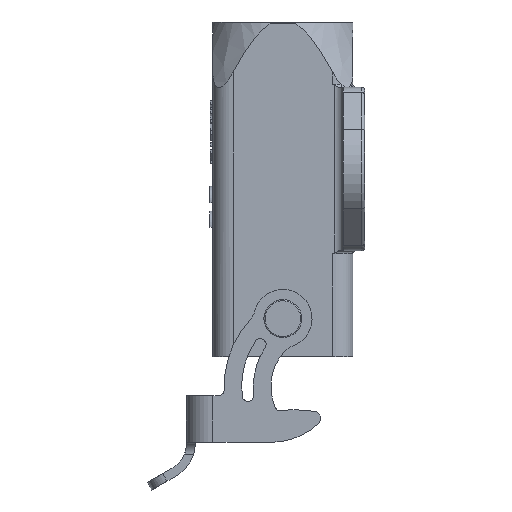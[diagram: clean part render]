
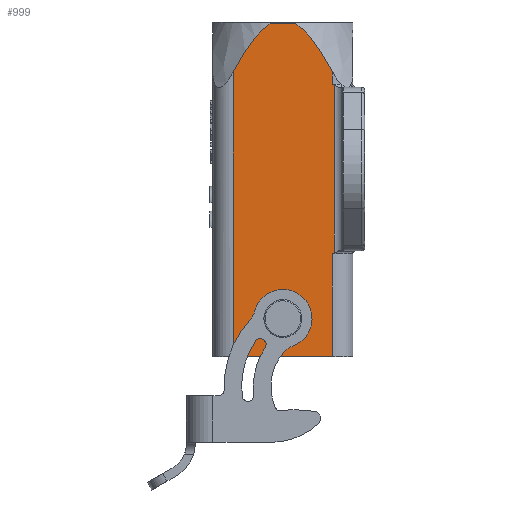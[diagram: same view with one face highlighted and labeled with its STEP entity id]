
A CAD part, left-side view. The second image highlights one B-rep face of the part: STEP entity #999.
In plain terms, the highlighted planar face has unit normal (-1, 0, 0).
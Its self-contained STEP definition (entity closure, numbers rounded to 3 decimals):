
#740=B_SPLINE_CURVE_WITH_KNOTS('',3,(#10310,#10311,#10312,#10313,#10314,
#10315,#10316,#10317,#10318,#10319,#10320,#10321,#10322),.UNSPECIFIED.,
 .F.,.F.,(4,1,1,1,1,1,1,1,1,1,4),(0.,0.1,0.2,0.3,0.4,0.5,0.6,0.7,0.8,0.9,
1.),.UNSPECIFIED.);
#765=B_SPLINE_CURVE_WITH_KNOTS('',3,(#10625,#10626,#10627,#10628,#10629,
#10630,#10631,#10632,#10633,#10634,#10635,#10636,#10637),.UNSPECIFIED.,
 .F.,.F.,(4,1,1,1,1,1,1,1,1,1,4),(0.,0.1,0.2,0.3,0.4,0.5,0.6,0.7,0.8,0.9,
1.),.UNSPECIFIED.);
#768=B_SPLINE_CURVE_WITH_KNOTS('',3,(#10689,#10690,#10691,#10692,#10693,
#10694,#10695),.UNSPECIFIED.,.F.,.F.,(4,3,4),(0.,0.037,1.),
 .UNSPECIFIED.);
#769=B_SPLINE_CURVE_WITH_KNOTS('',3,(#10699,#10700,#10701,#10702,#10703,
#10704,#10705),.UNSPECIFIED.,.F.,.F.,(4,3,4),(0.,0.963,1.),
 .UNSPECIFIED.);
#822=FACE_BOUND('',#1812,.T.);
#823=FACE_BOUND('',#1813,.T.);
#999=ADVANCED_FACE('',(#822,#823),#1311,.T.);
#1311=PLANE('',#7006);
#1812=EDGE_LOOP('',(#3641,#3642));
#1813=EDGE_LOOP('',(#3643,#3644,#3645,#3646,#3647,#3648,#3649,#3650,#3651,
#3652));
#2322=LINE('',#10278,#2807);
#2328=LINE('',#10410,#2813);
#2339=LINE('',#10683,#2824);
#2341=LINE('',#10686,#2826);
#2342=LINE('',#10697,#2827);
#2343=LINE('',#10706,#2828);
#2807=VECTOR('',#8094,1.);
#2813=VECTOR('',#8120,1.);
#2824=VECTOR('',#8165,1.);
#2826=VECTOR('',#8169,1.);
#2827=VECTOR('',#8170,1.);
#2828=VECTOR('',#8171,1.);
#3641=ORIENTED_EDGE('',*,*,#5752,.T.);
#3642=ORIENTED_EDGE('',*,*,#5755,.T.);
#3643=ORIENTED_EDGE('',*,*,#5911,.F.);
#3644=ORIENTED_EDGE('',*,*,#5912,.T.);
#3645=ORIENTED_EDGE('',*,*,#5913,.T.);
#3646=ORIENTED_EDGE('',*,*,#5914,.T.);
#3647=ORIENTED_EDGE('',*,*,#5872,.F.);
#3648=ORIENTED_EDGE('',*,*,#5863,.F.);
#3649=ORIENTED_EDGE('',*,*,#5851,.F.);
#3650=ORIENTED_EDGE('',*,*,#5905,.T.);
#3651=ORIENTED_EDGE('',*,*,#5909,.F.);
#3652=ORIENTED_EDGE('',*,*,#5915,.T.);
#5099=VERTEX_POINT('',#9962);
#5100=VERTEX_POINT('',#9964);
#5171=VERTEX_POINT('',#10277);
#5172=VERTEX_POINT('',#10279);
#5180=VERTEX_POINT('',#10323);
#5186=VERTEX_POINT('',#10411);
#5206=VERTEX_POINT('',#10638);
#5208=VERTEX_POINT('',#10681);
#5210=VERTEX_POINT('',#10687);
#5211=VERTEX_POINT('',#10688);
#5212=VERTEX_POINT('',#10696);
#5213=VERTEX_POINT('',#10698);
#5752=EDGE_CURVE('',#5100,#5099,#6499,.T.);
#5755=EDGE_CURVE('',#5099,#5100,#6501,.T.);
#5851=EDGE_CURVE('',#5171,#5172,#2322,.T.);
#5863=EDGE_CURVE('',#5172,#5180,#740,.T.);
#5872=EDGE_CURVE('',#5180,#5186,#2328,.T.);
#5905=EDGE_CURVE('',#5171,#5206,#765,.T.);
#5909=EDGE_CURVE('',#5208,#5206,#2339,.T.);
#5911=EDGE_CURVE('',#5210,#5211,#2341,.T.);
#5912=EDGE_CURVE('',#5210,#5212,#768,.T.);
#5913=EDGE_CURVE('',#5212,#5213,#2342,.T.);
#5914=EDGE_CURVE('',#5213,#5186,#769,.T.);
#5915=EDGE_CURVE('',#5208,#5211,#2343,.T.);
#6499=CIRCLE('',#6922,1.525);
#6501=CIRCLE('',#6925,1.525);
#6922=AXIS2_PLACEMENT_3D('',#9963,#7923,#7924);
#6925=AXIS2_PLACEMENT_3D('',#9968,#7930,#7931);
#7006=AXIS2_PLACEMENT_3D('',#10707,#8172,#8173);
#7923=DIRECTION('',(1.,0.,0.));
#7924=DIRECTION('',(0.,0.,1.));
#7930=DIRECTION('',(1.,0.,0.));
#7931=DIRECTION('',(0.,0.,1.));
#8094=DIRECTION('',(0.,-1.,0.));
#8120=DIRECTION('',(0.,0.,-1.));
#8165=DIRECTION('',(0.,0.,1.));
#8169=DIRECTION('',(0.,0.,-1.));
#8170=DIRECTION('',(0.,0.,1.));
#8171=DIRECTION('',(0.,-1.,0.));
#8172=DIRECTION('',(-1.,0.,0.));
#8173=DIRECTION('',(0.,0.,1.));
#9962=CARTESIAN_POINT('',(-12.,12.475,-25.6));
#9963=CARTESIAN_POINT('',(-12.,14.,-25.6));
#9964=CARTESIAN_POINT('',(-12.,15.525,-25.6));
#9968=CARTESIAN_POINT('',(-12.,14.,-25.6));
#10277=CARTESIAN_POINT('',(-12.,15.973,25.));
#10278=CARTESIAN_POINT('',(-12.,15.973,25.));
#10279=CARTESIAN_POINT('',(-12.,12.027,25.));
#10310=CARTESIAN_POINT('',(-12.,12.027,25.));
#10311=CARTESIAN_POINT('',(-12.,11.872,24.918));
#10312=CARTESIAN_POINT('',(-12.,11.549,24.727));
#10313=CARTESIAN_POINT('',(-12.,11.035,24.358));
#10314=CARTESIAN_POINT('',(-12.,10.487,23.891));
#10315=CARTESIAN_POINT('',(-12.,9.903,23.315));
#10316=CARTESIAN_POINT('',(-12.,9.282,22.615));
#10317=CARTESIAN_POINT('',(-12.,8.619,21.775));
#10318=CARTESIAN_POINT('',(-12.,7.915,20.781));
#10319=CARTESIAN_POINT('',(-12.,7.164,19.617));
#10320=CARTESIAN_POINT('',(-12.,6.364,18.266));
#10321=CARTESIAN_POINT('',(-12.,5.793,17.225));
#10322=CARTESIAN_POINT('',(-12.,5.5,16.67));
#10323=CARTESIAN_POINT('',(-12.,5.5,16.67));
#10410=CARTESIAN_POINT('',(-12.,5.5,16.67));
#10411=CARTESIAN_POINT('',(-12.,5.5,14.5));
#10625=CARTESIAN_POINT('',(-12.,15.973,25.));
#10626=CARTESIAN_POINT('',(-12.,16.128,24.918));
#10627=CARTESIAN_POINT('',(-12.,16.45,24.727));
#10628=CARTESIAN_POINT('',(-12.,16.965,24.358));
#10629=CARTESIAN_POINT('',(-12.,17.514,23.891));
#10630=CARTESIAN_POINT('',(-12.,18.096,23.315));
#10631=CARTESIAN_POINT('',(-12.,18.718,22.615));
#10632=CARTESIAN_POINT('',(-12.,19.38,21.775));
#10633=CARTESIAN_POINT('',(-12.,20.085,20.782));
#10634=CARTESIAN_POINT('',(-12.,20.835,19.618));
#10635=CARTESIAN_POINT('',(-12.,21.636,18.267));
#10636=CARTESIAN_POINT('',(-12.,22.207,17.225));
#10637=CARTESIAN_POINT('',(-12.,22.5,16.67));
#10638=CARTESIAN_POINT('',(-12.,22.5,16.67));
#10681=CARTESIAN_POINT('',(-12.,22.5,-32.1));
#10683=CARTESIAN_POINT('',(-12.,22.5,-32.1));
#10686=CARTESIAN_POINT('',(-12.,5.5,-14.));
#10687=CARTESIAN_POINT('',(-12.,5.5,-14.5));
#10688=CARTESIAN_POINT('',(-12.,5.5,-32.1));
#10689=CARTESIAN_POINT('',(-12.,5.5,-14.5));
#10690=CARTESIAN_POINT('',(-12.,5.496,-14.499));
#10691=CARTESIAN_POINT('',(-12.,5.493,-14.497));
#10692=CARTESIAN_POINT('',(-12.,5.489,-14.496));
#10693=CARTESIAN_POINT('',(-12.,5.393,-14.459));
#10694=CARTESIAN_POINT('',(-12.,5.296,-14.423));
#10695=CARTESIAN_POINT('',(-12.,5.2,-14.387));
#10696=CARTESIAN_POINT('',(-12.,5.2,-14.387));
#10697=CARTESIAN_POINT('',(-12.,5.2,14.));
#10698=CARTESIAN_POINT('',(-12.,5.2,14.387));
#10699=CARTESIAN_POINT('',(-12.,5.2,14.387));
#10700=CARTESIAN_POINT('',(-12.,5.296,14.423));
#10701=CARTESIAN_POINT('',(-12.,5.393,14.459));
#10702=CARTESIAN_POINT('',(-12.,5.489,14.496));
#10703=CARTESIAN_POINT('',(-12.,5.493,14.497));
#10704=CARTESIAN_POINT('',(-12.,5.496,14.499));
#10705=CARTESIAN_POINT('',(-12.,5.5,14.5));
#10706=CARTESIAN_POINT('',(-12.,22.5,-32.1));
#10707=CARTESIAN_POINT('',(-12.,2.,-32.1));
